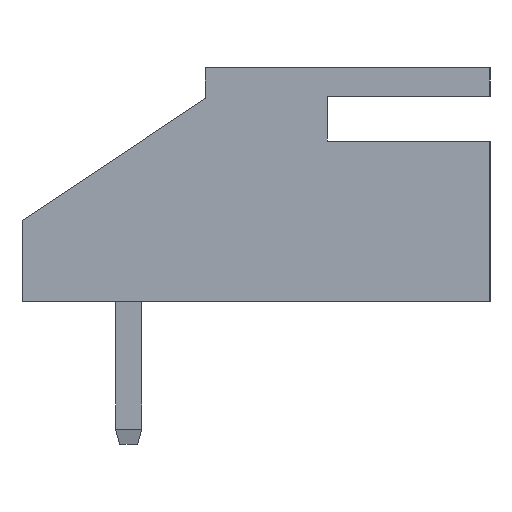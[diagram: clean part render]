
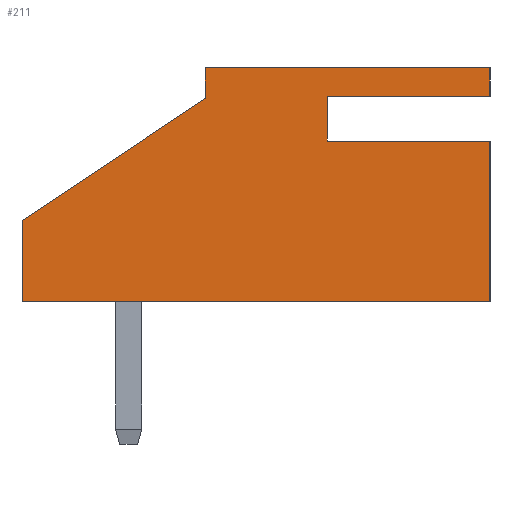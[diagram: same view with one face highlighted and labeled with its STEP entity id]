
A CAD part, left-side view. The second image highlights one B-rep face of the part: STEP entity #211.
In plain terms, the highlighted planar face has unit normal (-1, 0, 0).
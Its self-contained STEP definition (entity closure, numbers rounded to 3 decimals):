
#211=ADVANCED_FACE('',(#1932),#1934,.T.);
#1932=FACE_BOUND('',#1933,.T.);
#1933=EDGE_LOOP('',(#3326,#3327,#3328,#3329,#3330,#3331,#3332,#3333,#3334,#3335));
#1934=PLANE('',#1935);
#1935=AXIS2_PLACEMENT_3D('',#1936,#1937,#1938);
#1936=CARTESIAN_POINT('',(-2.5,0.,0.));
#1937=DIRECTION('',(-1.,0.,0.));
#1938=DIRECTION('',(0.,0.,1.));
#3326=ORIENTED_EDGE('',*,*,#4268,.T.);
#3327=ORIENTED_EDGE('',*,*,#4199,.T.);
#3328=ORIENTED_EDGE('',*,*,#4267,.T.);
#3329=ORIENTED_EDGE('',*,*,#4246,.T.);
#3330=ORIENTED_EDGE('',*,*,#4269,.T.);
#3331=ORIENTED_EDGE('',*,*,#4270,.T.);
#3332=ORIENTED_EDGE('',*,*,#4271,.T.);
#3333=ORIENTED_EDGE('',*,*,#4272,.T.);
#3334=ORIENTED_EDGE('',*,*,#4273,.T.);
#3335=ORIENTED_EDGE('',*,*,#4274,.T.);
#4199=EDGE_CURVE('',#4704,#4702,#4705,.F.);
#4246=EDGE_CURVE('',#4795,#4793,#4796,.T.);
#4267=EDGE_CURVE('',#4702,#4795,#4824,.T.);
#4268=EDGE_CURVE('',#4825,#4704,#4826,.F.);
#4269=EDGE_CURVE('',#4793,#4827,#4828,.T.);
#4270=EDGE_CURVE('',#4827,#4829,#4830,.T.);
#4271=EDGE_CURVE('',#4829,#4831,#4832,.T.);
#4272=EDGE_CURVE('',#4831,#4833,#4834,.T.);
#4273=EDGE_CURVE('',#4833,#4835,#4836,.T.);
#4274=EDGE_CURVE('',#4835,#4825,#4837,.F.);
#4702=VERTEX_POINT('',#5529);
#4704=VERTEX_POINT('',#5533);
#4705=LINE('',#5534,#5535);
#4793=VERTEX_POINT('',#5715);
#4795=VERTEX_POINT('',#5719);
#4796=LINE('',#5720,#5721);
#4824=LINE('',#5791,#5792);
#4825=VERTEX_POINT('',#5794);
#4826=LINE('',#5795,#5796);
#4827=VERTEX_POINT('',#5798);
#4828=LINE('',#5799,#5800);
#4829=VERTEX_POINT('',#5802);
#4830=LINE('',#5803,#5804);
#4831=VERTEX_POINT('',#5806);
#4832=LINE('',#5807,#5808);
#4833=VERTEX_POINT('',#5810);
#4834=LINE('',#5811,#5812);
#4835=VERTEX_POINT('',#5814);
#4836=LINE('',#5815,#5816);
#4837=LINE('',#5818,#5819);
#5529=CARTESIAN_POINT('',(-2.5,-8.88,5.05));
#5533=CARTESIAN_POINT('',(-2.5,-4.88,5.05));
#5534=CARTESIAN_POINT('',(-2.5,-8.88,5.05));
#5535=VECTOR('',#5536,1.);
#5536=DIRECTION('',(0.,1.,0.));
#5715=CARTESIAN_POINT('',(-2.5,-1.88,5.75));
#5719=CARTESIAN_POINT('',(-2.5,-8.88,5.75));
#5720=CARTESIAN_POINT('',(-2.5,-8.88,5.75));
#5721=VECTOR('',#5722,1.);
#5722=DIRECTION('',(0.,1.,0.));
#5791=CARTESIAN_POINT('',(-2.5,-8.88,5.05));
#5792=VECTOR('',#5793,1.);
#5793=DIRECTION('',(0.,0.,1.));
#5794=CARTESIAN_POINT('',(-2.5,-4.88,3.95));
#5795=CARTESIAN_POINT('',(-2.5,-4.88,5.05));
#5796=VECTOR('',#5797,1.);
#5797=DIRECTION('',(0.,0.,-1.));
#5798=CARTESIAN_POINT('',(-2.5,-1.88,5.));
#5799=CARTESIAN_POINT('',(-2.5,-1.88,5.75));
#5800=VECTOR('',#5801,1.);
#5801=DIRECTION('',(0.,0.,-1.));
#5802=CARTESIAN_POINT('',(-2.5,2.62,2.));
#5803=CARTESIAN_POINT('',(-2.5,-1.88,5.));
#5804=VECTOR('',#5805,1.);
#5805=DIRECTION('',(0.,0.832,-0.555));
#5806=CARTESIAN_POINT('',(-2.5,2.62,0.));
#5807=CARTESIAN_POINT('',(-2.5,2.62,2.));
#5808=VECTOR('',#5809,1.);
#5809=DIRECTION('',(0.,0.,-1.));
#5810=CARTESIAN_POINT('',(-2.5,-8.88,0.));
#5811=CARTESIAN_POINT('',(-2.5,2.62,0.));
#5812=VECTOR('',#5813,1.);
#5813=DIRECTION('',(0.,-1.,0.));
#5814=CARTESIAN_POINT('',(-2.5,-8.88,3.95));
#5815=CARTESIAN_POINT('',(-2.5,-8.88,0.));
#5816=VECTOR('',#5817,1.);
#5817=DIRECTION('',(0.,0.,1.));
#5818=CARTESIAN_POINT('',(-2.5,-4.88,3.95));
#5819=VECTOR('',#5820,1.);
#5820=DIRECTION('',(0.,-1.,0.));
